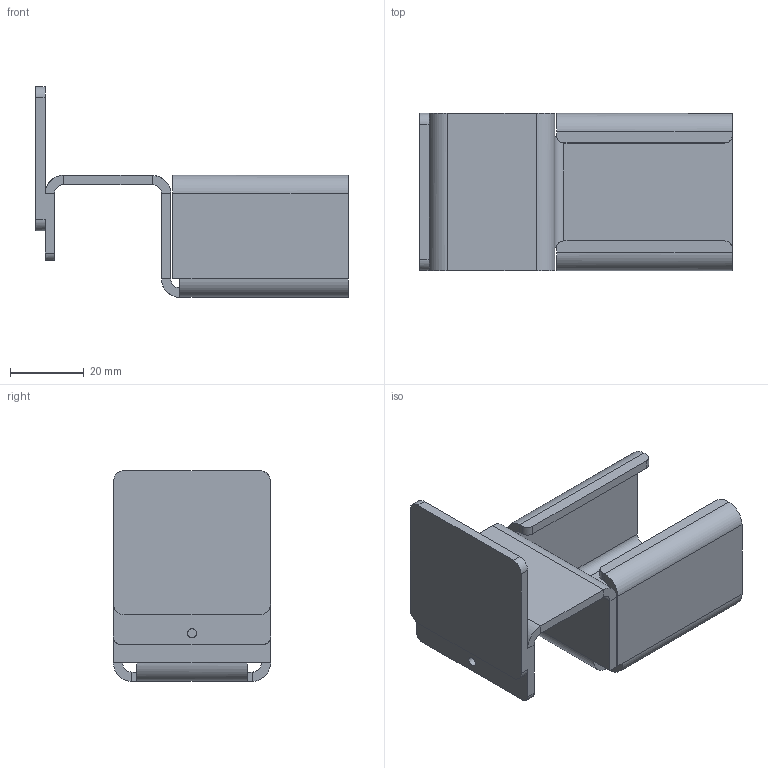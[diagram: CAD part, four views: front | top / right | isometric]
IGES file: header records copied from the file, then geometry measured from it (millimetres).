
Global section: file name: 350024; native system: Autodesk Inventor 2018; preprocessor: unknown; author: Nockin; date: 20190413.132154; units: millimetre
Bounding box: 84.5 x 42.5 x 57 mm (x, y, z)
Volume: 25310.4 mm3; surface area: 21070.8 mm2
Topology: 1 solids, 1 shells, 83 faces, 188 edges, 107 vertices
Faces by surface type: bspline 83
